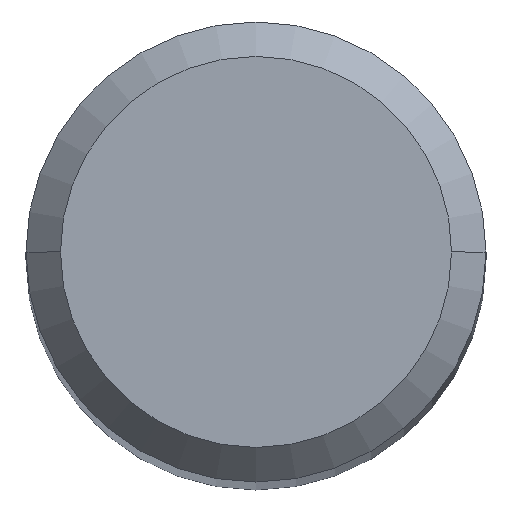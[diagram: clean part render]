
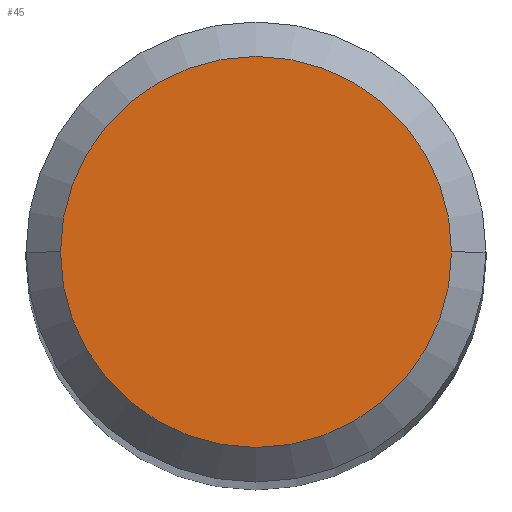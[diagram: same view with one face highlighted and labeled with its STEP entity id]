
A CAD part, top view. The second image highlights one B-rep face of the part: STEP entity #45.
In plain terms, the highlighted planar face has unit normal (0, 0, 1).
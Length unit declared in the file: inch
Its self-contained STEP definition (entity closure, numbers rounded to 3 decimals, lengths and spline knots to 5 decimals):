
#20 = VERTEX_POINT ( 'NONE', #136 ) ;
#21 = EDGE_LOOP ( 'NONE', ( #47, #133 ) ) ;
#44 = CARTESIAN_POINT ( 'NONE',  ( 0., 0., 0. ) ) ;
#45 = ADVANCED_FACE ( 'NONE', ( #419 ), #182, .F. ) ;
#47 = ORIENTED_EDGE ( 'NONE', *, *, #359, .T. ) ;
#56 = AXIS2_PLACEMENT_3D ( 'NONE', #384, #211, #113 ) ;
#82 = DIRECTION ( 'NONE',  ( 1., 0., 0. ) ) ;
#113 = DIRECTION ( 'NONE',  ( -1., 0., 0. ) ) ;
#126 = AXIS2_PLACEMENT_3D ( 'NONE', #44, #186, #432 ) ;
#133 = ORIENTED_EDGE ( 'NONE', *, *, #341, .T. ) ;
#136 = CARTESIAN_POINT ( 'NONE',  ( 0.10039, 0., 0. ) ) ;
#182 = PLANE ( 'NONE',  #56 ) ;
#186 = DIRECTION ( 'NONE',  ( 0., 0., 1. ) ) ;
#190 = CIRCLE ( 'NONE', #126, 0.10039 ) ;
#211 = DIRECTION ( 'NONE',  ( 0., 0., -1. ) ) ;
#257 = DIRECTION ( 'NONE',  ( 0., 0., 1. ) ) ;
#316 = CARTESIAN_POINT ( 'NONE',  ( -0.10039, 0., 0. ) ) ;
#335 = VERTEX_POINT ( 'NONE', #316 ) ;
#341 = EDGE_CURVE ( 'NONE', #20, #335, #382, .T. ) ;
#359 = EDGE_CURVE ( 'NONE', #335, #20, #190, .T. ) ;
#366 = AXIS2_PLACEMENT_3D ( 'NONE', #390, #257, #82 ) ;
#382 = CIRCLE ( 'NONE', #366, 0.10039 ) ;
#384 = CARTESIAN_POINT ( 'NONE',  ( 0., 0., 0. ) ) ;
#390 = CARTESIAN_POINT ( 'NONE',  ( 0., 0., 0. ) ) ;
#419 = FACE_OUTER_BOUND ( 'NONE', #21, .T. ) ;
#432 = DIRECTION ( 'NONE',  ( 1., 0., 0. ) ) ;
